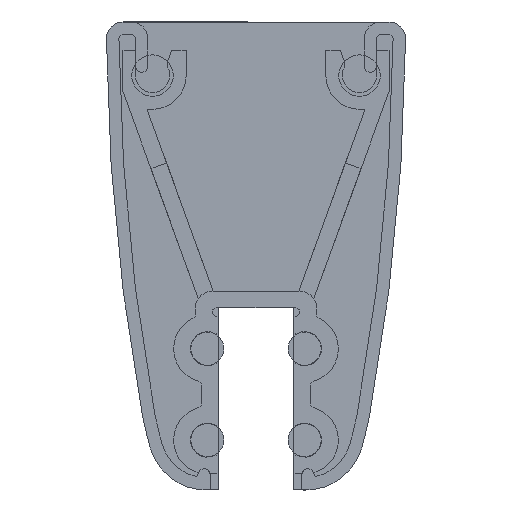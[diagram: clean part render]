
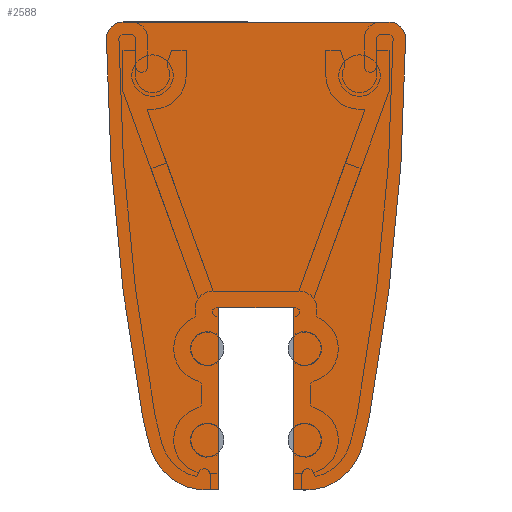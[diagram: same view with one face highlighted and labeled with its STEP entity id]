
A CAD part, front view. The second image highlights one B-rep face of the part: STEP entity #2588.
In plain terms, the highlighted face is planar.
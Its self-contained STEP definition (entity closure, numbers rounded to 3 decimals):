
#241=PLANE('',#3050);
#370=FACE_OUTER_BOUND('',#507,.T.);
#507=EDGE_LOOP('',(#2353,#2354,#2355,#2356,#2357,#2358,#2359,#2360,#2361,
#2362,#2363,#2364,#2365,#2366));
#590=LINE('',#4168,#805);
#661=LINE('',#4384,#876);
#666=LINE('',#4391,#881);
#730=LINE('',#4586,#945);
#732=LINE('',#4590,#947);
#734=LINE('',#4593,#949);
#805=VECTOR('',#3342,10.);
#876=VECTOR('',#3575,10.);
#881=VECTOR('',#3582,10.);
#945=VECTOR('',#3798,10.);
#947=VECTOR('',#3802,10.);
#949=VECTOR('',#3806,10.);
#984=CIRCLE('',#2855,2.);
#1017=CIRCLE('',#2891,2.);
#1048=CIRCLE('',#2965,260.);
#1049=CIRCLE('',#2967,42.);
#1050=CIRCLE('',#2969,7.);
#1079=CIRCLE('',#3042,260.);
#1080=CIRCLE('',#3044,42.);
#1081=CIRCLE('',#3046,7.);
#1134=VERTEX_POINT('',#4036);
#1135=VERTEX_POINT('',#4037);
#1198=VERTEX_POINT('',#4167);
#1199=VERTEX_POINT('',#4171);
#1259=VERTEX_POINT('',#4370);
#1260=VERTEX_POINT('',#4374);
#1261=VERTEX_POINT('',#4378);
#1262=VERTEX_POINT('',#4382);
#1263=VERTEX_POINT('',#4389);
#1315=VERTEX_POINT('',#4573);
#1316=VERTEX_POINT('',#4577);
#1317=VERTEX_POINT('',#4581);
#1318=VERTEX_POINT('',#4585);
#1319=VERTEX_POINT('',#4589);
#1392=EDGE_CURVE('',#1134,#1135,#984,.T.);
#1457=EDGE_CURVE('',#1198,#1135,#590,.T.);
#1459=EDGE_CURVE('',#1198,#1199,#1017,.T.);
#1558=EDGE_CURVE('',#1259,#1134,#1048,.T.);
#1560=EDGE_CURVE('',#1260,#1259,#1049,.T.);
#1562=EDGE_CURVE('',#1261,#1260,#1050,.T.);
#1564=EDGE_CURVE('',#1262,#1261,#661,.T.);
#1569=EDGE_CURVE('',#1263,#1262,#666,.T.);
#1660=EDGE_CURVE('',#1315,#1199,#1079,.T.);
#1662=EDGE_CURVE('',#1316,#1315,#1080,.T.);
#1664=EDGE_CURVE('',#1317,#1316,#1081,.T.);
#1666=EDGE_CURVE('',#1318,#1317,#730,.T.);
#1668=EDGE_CURVE('',#1319,#1318,#732,.T.);
#1670=EDGE_CURVE('',#1319,#1263,#734,.T.);
#2353=ORIENTED_EDGE('',*,*,#1392,.F.);
#2354=ORIENTED_EDGE('',*,*,#1558,.F.);
#2355=ORIENTED_EDGE('',*,*,#1560,.F.);
#2356=ORIENTED_EDGE('',*,*,#1562,.F.);
#2357=ORIENTED_EDGE('',*,*,#1564,.F.);
#2358=ORIENTED_EDGE('',*,*,#1569,.F.);
#2359=ORIENTED_EDGE('',*,*,#1670,.F.);
#2360=ORIENTED_EDGE('',*,*,#1668,.T.);
#2361=ORIENTED_EDGE('',*,*,#1666,.T.);
#2362=ORIENTED_EDGE('',*,*,#1664,.T.);
#2363=ORIENTED_EDGE('',*,*,#1662,.T.);
#2364=ORIENTED_EDGE('',*,*,#1660,.T.);
#2365=ORIENTED_EDGE('',*,*,#1459,.F.);
#2366=ORIENTED_EDGE('',*,*,#1457,.T.);
#2588=ADVANCED_FACE('',(#370),#241,.F.);
#2855=AXIS2_PLACEMENT_3D('',#4038,#3240,#3241);
#2891=AXIS2_PLACEMENT_3D('',#4172,#3346,#3347);
#2965=AXIS2_PLACEMENT_3D('',#4372,#3560,#3561);
#2967=AXIS2_PLACEMENT_3D('',#4376,#3565,#3566);
#2969=AXIS2_PLACEMENT_3D('',#4380,#3570,#3571);
#3042=AXIS2_PLACEMENT_3D('',#4574,#3783,#3784);
#3044=AXIS2_PLACEMENT_3D('',#4578,#3788,#3789);
#3046=AXIS2_PLACEMENT_3D('',#4582,#3793,#3794);
#3050=AXIS2_PLACEMENT_3D('',#4594,#3807,#3808);
#3240=DIRECTION('center_axis',(1.,0.,0.));
#3241=DIRECTION('ref_axis',(0.,0.71,0.704));
#3342=DIRECTION('',(0.,1.,0.));
#3346=DIRECTION('center_axis',(1.,0.,0.));
#3347=DIRECTION('ref_axis',(0.,-0.71,0.704));
#3560=DIRECTION('center_axis',(1.,0.,0.));
#3561=DIRECTION('ref_axis',(0.,1.,0.));
#3565=DIRECTION('center_axis',(1.,0.,0.));
#3566=DIRECTION('ref_axis',(0.,0.983,-0.182));
#3570=DIRECTION('center_axis',(1.,0.,0.));
#3571=DIRECTION('ref_axis',(0.,0.961,-0.278));
#3575=DIRECTION('',(0.,1.,0.));
#3582=DIRECTION('',(0.,0.,-1.));
#3783=DIRECTION('center_axis',(-1.,0.,0.));
#3784=DIRECTION('ref_axis',(0.,-1.,0.));
#3788=DIRECTION('center_axis',(-1.,0.,0.));
#3789=DIRECTION('ref_axis',(0.,-0.983,-0.182));
#3793=DIRECTION('center_axis',(-1.,0.,0.));
#3794=DIRECTION('ref_axis',(0.,-0.961,-0.278));
#3798=DIRECTION('',(0.,-1.,0.));
#3802=DIRECTION('',(0.,0.,-1.));
#3806=DIRECTION('',(0.,1.,0.));
#3807=DIRECTION('center_axis',(1.,0.,0.));
#3808=DIRECTION('ref_axis',(0.,0.,-1.));
#4036=CARTESIAN_POINT('',(-2.,17.992,-2.016));
#4037=CARTESIAN_POINT('',(-2.,15.992,0.));
#4038=CARTESIAN_POINT('Origin',(-2.,15.992,-2.));
#4167=CARTESIAN_POINT('',(-2.,-15.992,0.));
#4168=CARTESIAN_POINT('',(-2.,0.,0.));
#4171=CARTESIAN_POINT('',(-2.,-17.992,-2.016));
#4172=CARTESIAN_POINT('Origin',(-2.,-15.992,-2.));
#4370=CARTESIAN_POINT('',(-2.,13.679,-47.205));
#4372=CARTESIAN_POINT('Origin',(-2.,-242.,0.));
#4374=CARTESIAN_POINT('',(-2.,12.725,-51.244));
#4376=CARTESIAN_POINT('Origin',(-2.,-27.623,-39.579));
#4378=CARTESIAN_POINT('',(-2.,6.,-56.3));
#4380=CARTESIAN_POINT('Origin',(-2.,6.,-49.3));
#4382=CARTESIAN_POINT('',(-2.,4.5,-56.3));
#4384=CARTESIAN_POINT('',(-2.,6.,-56.3));
#4389=CARTESIAN_POINT('',(-2.,4.5,-34.4));
#4391=CARTESIAN_POINT('',(-2.,4.5,-56.3));
#4573=CARTESIAN_POINT('',(-2.,-13.679,-47.205));
#4574=CARTESIAN_POINT('Origin',(-2.,242.,0.));
#4577=CARTESIAN_POINT('',(-2.,-12.725,-51.244));
#4578=CARTESIAN_POINT('Origin',(-2.,27.623,-39.579));
#4581=CARTESIAN_POINT('',(-2.,-6.,-56.3));
#4582=CARTESIAN_POINT('Origin',(-2.,-6.,-49.3));
#4585=CARTESIAN_POINT('',(-2.,-4.5,-56.3));
#4586=CARTESIAN_POINT('',(-2.,-6.,-56.3));
#4589=CARTESIAN_POINT('',(-2.,-4.5,-34.4));
#4590=CARTESIAN_POINT('',(-2.,-4.5,-56.3));
#4593=CARTESIAN_POINT('',(-2.,4.5,-34.4));
#4594=CARTESIAN_POINT('Origin',(-2.,-7.763,-25.353));
